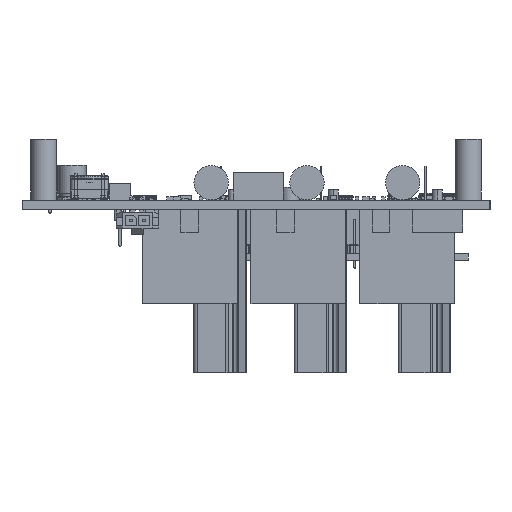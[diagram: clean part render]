
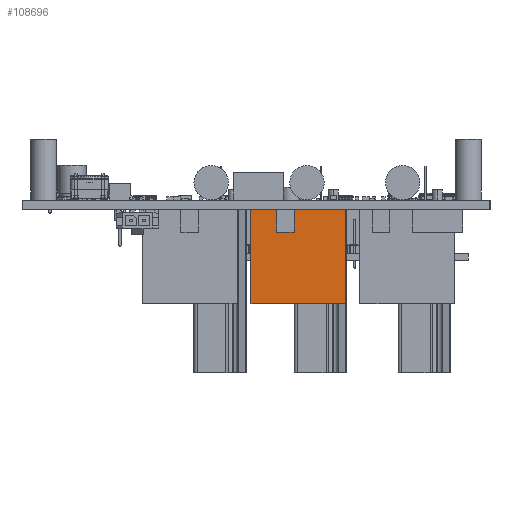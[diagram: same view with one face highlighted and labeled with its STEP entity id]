
A CAD part, left-side view. The second image highlights one B-rep face of the part: STEP entity #108696.
In plain terms, the highlighted planar face has unit normal (-1, 0, 0).
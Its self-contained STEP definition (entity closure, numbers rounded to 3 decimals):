
#108598 = EDGE_CURVE('',#108599,#108601,#108603,.T.);
#108599 = VERTEX_POINT('',#108600);
#108600 = CARTESIAN_POINT('',(-10.9,-10.9,0.));
#108601 = VERTEX_POINT('',#108602);
#108602 = CARTESIAN_POINT('',(-10.9,-10.9,21.6));
#108603 = LINE('',#108604,#108605);
#108604 = CARTESIAN_POINT('',(-10.9,-10.9,0.));
#108605 = VECTOR('',#108606,1.);
#108606 = DIRECTION('',(0.,0.,1.));
#108671 = VERTEX_POINT('',#108672);
#108672 = CARTESIAN_POINT('',(-10.9,10.9,21.6));
#108678 = EDGE_CURVE('',#108679,#108671,#108681,.T.);
#108679 = VERTEX_POINT('',#108680);
#108680 = CARTESIAN_POINT('',(-10.9,10.9,0.));
#108681 = LINE('',#108682,#108683);
#108682 = CARTESIAN_POINT('',(-10.9,10.9,0.));
#108683 = VECTOR('',#108684,1.);
#108684 = DIRECTION('',(0.,0.,1.));
#108696 = ADVANCED_FACE('',(#108697),#108713,.F.);
#108697 = FACE_BOUND('',#108698,.F.);
#108698 = EDGE_LOOP('',(#108699,#108700,#108706,#108707));
#108699 = ORIENTED_EDGE('',*,*,#108678,.T.);
#108700 = ORIENTED_EDGE('',*,*,#108701,.T.);
#108701 = EDGE_CURVE('',#108671,#108601,#108702,.T.);
#108702 = LINE('',#108703,#108704);
#108703 = CARTESIAN_POINT('',(-10.9,10.9,21.6));
#108704 = VECTOR('',#108705,1.);
#108705 = DIRECTION('',(0.,-1.,0.));
#108706 = ORIENTED_EDGE('',*,*,#108598,.F.);
#108707 = ORIENTED_EDGE('',*,*,#108708,.F.);
#108708 = EDGE_CURVE('',#108679,#108599,#108709,.T.);
#108709 = LINE('',#108710,#108711);
#108710 = CARTESIAN_POINT('',(-10.9,10.9,0.));
#108711 = VECTOR('',#108712,1.);
#108712 = DIRECTION('',(0.,-1.,0.));
#108713 = PLANE('',#108714);
#108714 = AXIS2_PLACEMENT_3D('',#108715,#108716,#108717);
#108715 = CARTESIAN_POINT('',(-10.9,10.9,0.));
#108716 = DIRECTION('',(1.,0.,0.));
#108717 = DIRECTION('',(0.,-1.,0.));
